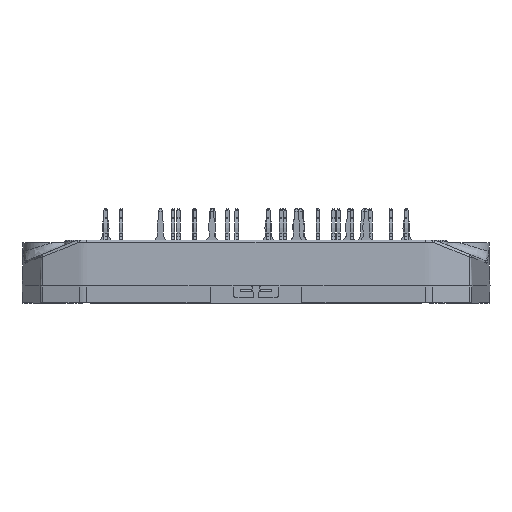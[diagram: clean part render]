
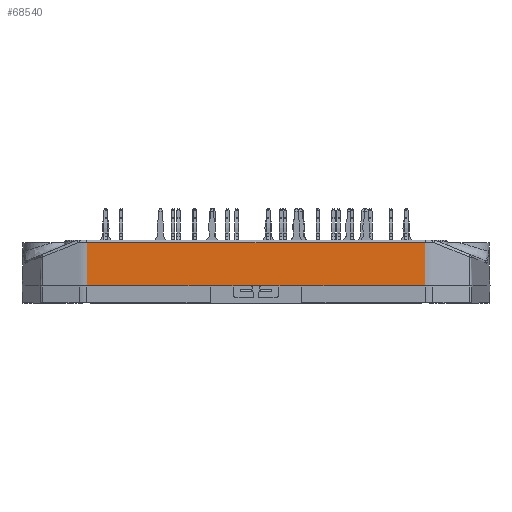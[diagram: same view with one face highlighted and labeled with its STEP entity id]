
A CAD part, front view. The second image highlights one B-rep face of the part: STEP entity #68540.
In plain terms, the highlighted planar face has unit normal (0, -1, 0.026).
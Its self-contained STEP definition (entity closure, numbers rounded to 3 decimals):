
#9085=ORIENTED_EDGE('',*,*,#22213,.F.);
#9086=ORIENTED_EDGE('',*,*,#22214,.T.);
#9087=ORIENTED_EDGE('',*,*,#21894,.F.);
#9088=ORIENTED_EDGE('',*,*,#22215,.F.);
#9089=ORIENTED_EDGE('',*,*,#22216,.T.);
#9090=ORIENTED_EDGE('',*,*,#22217,.T.);
#9091=ORIENTED_EDGE('',*,*,#22200,.T.);
#9092=ORIENTED_EDGE('',*,*,#22218,.F.);
#9093=ORIENTED_EDGE('',*,*,#22194,.T.);
#9094=ORIENTED_EDGE('',*,*,#21743,.F.);
#9095=ORIENTED_EDGE('',*,*,#22187,.F.);
#9096=ORIENTED_EDGE('',*,*,#21881,.F.);
#21743=EDGE_CURVE('',#28509,#28510,#32886,.T.);
#21881=EDGE_CURVE('',#28638,#28639,#32965,.T.);
#21894=EDGE_CURVE('',#28648,#28649,#32973,.T.);
#22187=EDGE_CURVE('',#28639,#28509,#33122,.T.);
#22194=EDGE_CURVE('',#28839,#28510,#33126,.T.);
#22200=EDGE_CURVE('',#28844,#28843,#33129,.T.);
#22213=EDGE_CURVE('',#28855,#28638,#33137,.T.);
#22214=EDGE_CURVE('',#28855,#28649,#33138,.F.);
#22215=EDGE_CURVE('',#28856,#28648,#33139,.F.);
#22216=EDGE_CURVE('',#28856,#28857,#33140,.T.);
#22217=EDGE_CURVE('',#28857,#28844,#33141,.T.);
#22218=EDGE_CURVE('',#28839,#28843,#33142,.T.);
#28509=VERTEX_POINT('',#95391);
#28510=VERTEX_POINT('',#95393);
#28638=VERTEX_POINT('',#95732);
#28639=VERTEX_POINT('',#95734);
#28648=VERTEX_POINT('',#95767);
#28649=VERTEX_POINT('',#95768);
#28839=VERTEX_POINT('',#96922);
#28843=VERTEX_POINT('',#96931);
#28844=VERTEX_POINT('',#96933);
#28855=VERTEX_POINT('',#97042);
#28856=VERTEX_POINT('',#97045);
#28857=VERTEX_POINT('',#97047);
#32886=LINE('',#95392,#37283);
#32965=LINE('',#95733,#37362);
#32973=LINE('',#95766,#37370);
#33122=LINE('',#96909,#37519);
#33126=LINE('',#96921,#37523);
#33129=LINE('',#96932,#37526);
#33137=LINE('',#97041,#37534);
#33138=LINE('',#97043,#37535);
#33139=LINE('',#97044,#37536);
#33140=LINE('',#97046,#37537);
#33141=LINE('',#97048,#37538);
#33142=LINE('',#97049,#37539);
#37283=VECTOR('',#79559,1000.);
#37362=VECTOR('',#79752,1000.);
#37370=VECTOR('',#79776,1000.);
#37519=VECTOR('',#80275,1000.);
#37523=VECTOR('',#80285,1000.);
#37526=VECTOR('',#80294,1000.);
#37534=VECTOR('',#80306,1000.);
#37535=VECTOR('',#80307,1000.);
#37536=VECTOR('',#80308,1000.);
#37537=VECTOR('',#80309,1000.);
#37538=VECTOR('',#80310,1000.);
#37539=VECTOR('',#80311,1000.);
#41832=EDGE_LOOP('',(#9085,#9086,#9087,#9088,#9089,#9090,#9091,#9092,#9093,
#9094,#9095,#9096));
#44785=FACE_BOUND('',#41832,.T.);
#47060=PLANE('',#72323);
#68540=ADVANCED_FACE('',(#44785),#47060,.T.);
#72323=AXIS2_PLACEMENT_3D('',#97040,#80304,#80305);
#79559=DIRECTION('',(-1.,0.,0.));
#79752=DIRECTION('',(-1.,0.,0.));
#79776=DIRECTION('',(1.,0.,0.));
#80275=DIRECTION('',(-1.,0.,0.));
#80285=DIRECTION('',(1.,0.,0.));
#80294=DIRECTION('',(1.,0.,0.));
#80304=DIRECTION('',(0.,-1.,0.026));
#80305=DIRECTION('',(0.,0.026,1.));
#80306=DIRECTION('',(-1.,0.,0.));
#80307=DIRECTION('',(0.006,-0.026,-1.));
#80308=DIRECTION('',(-0.006,-0.026,-1.));
#80309=DIRECTION('',(1.,0.,0.));
#80310=DIRECTION('',(1.,0.,0.));
#80311=DIRECTION('',(-1.,0.,0.));
#95391=CARTESIAN_POINT('',(4.,-30.776,2.02));
#95392=CARTESIAN_POINT('',(-17.961,-30.776,2.02));
#95393=CARTESIAN_POINT('',(0.827,-30.776,2.02));
#95732=CARTESIAN_POINT('',(29.513,-30.776,2.02));
#95733=CARTESIAN_POINT('',(17.961,-30.776,2.02));
#95734=CARTESIAN_POINT('',(8.,-30.776,2.02));
#95766=CARTESIAN_POINT('',(27.533,-30.58,9.533));
#95767=CARTESIAN_POINT('',(-29.469,-30.58,9.533));
#95768=CARTESIAN_POINT('',(29.469,-30.58,9.533));
#96909=CARTESIAN_POINT('',(17.961,-30.776,2.02));
#96921=CARTESIAN_POINT('',(-0.65,-30.776,2.02));
#96922=CARTESIAN_POINT('',(-0.827,-30.776,2.02));
#96931=CARTESIAN_POINT('',(-4.,-30.776,2.02));
#96932=CARTESIAN_POINT('',(-17.961,-30.776,2.02));
#96933=CARTESIAN_POINT('',(-8.,-30.776,2.02));
#97040=CARTESIAN_POINT('',(17.961,-30.776,2.02));
#97041=CARTESIAN_POINT('',(17.961,-30.776,2.02));
#97042=CARTESIAN_POINT('',(29.513,-30.776,2.02));
#97043=CARTESIAN_POINT('',(29.512,-30.775,2.087));
#97044=CARTESIAN_POINT('',(-29.512,-30.775,2.087));
#97045=CARTESIAN_POINT('',(-29.513,-30.776,2.02));
#97046=CARTESIAN_POINT('',(-17.961,-30.776,2.02));
#97047=CARTESIAN_POINT('',(-29.513,-30.776,2.02));
#97048=CARTESIAN_POINT('',(-17.961,-30.776,2.02));
#97049=CARTESIAN_POINT('',(-17.961,-30.776,2.02));
